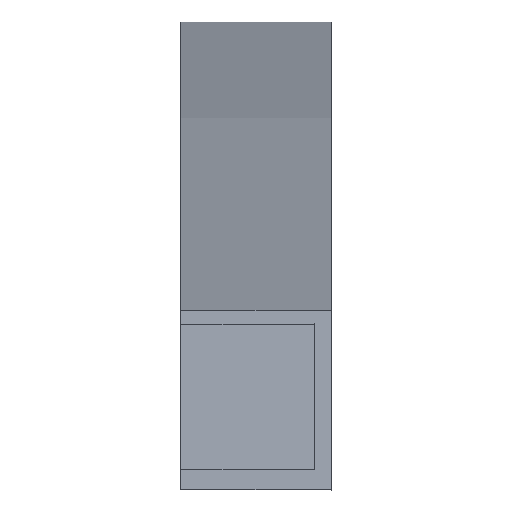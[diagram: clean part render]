
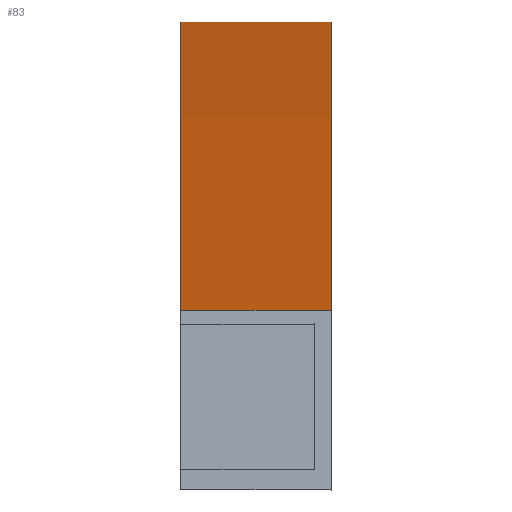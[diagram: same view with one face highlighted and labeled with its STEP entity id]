
A CAD part, front view. The second image highlights one B-rep face of the part: STEP entity #83.
In plain terms, the highlighted cylindrical face has radius 2515.75 mm (diameter 5031.5 mm), a partial arc.
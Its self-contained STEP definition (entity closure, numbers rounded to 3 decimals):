
#1 = VECTOR ( 'NONE', #199, 1000. ) ;
#13 = ORIENTED_EDGE ( 'NONE', *, *, #180, .T. ) ;
#18 = CARTESIAN_POINT ( 'NONE',  ( 8.5, -423.62, 2479.827 ) ) ;
#36 = CYLINDRICAL_SURFACE ( 'NONE', #207, 2515.75 ) ;
#50 = LINE ( 'NONE', #63, #351 ) ;
#55 = CARTESIAN_POINT ( 'NONE',  ( 17., -423.62, 2479.827 ) ) ;
#63 = CARTESIAN_POINT ( 'NONE',  ( 8.5, 423.62, 2479.827 ) ) ;
#65 = DIRECTION ( 'NONE',  ( 1., 0., 0. ) ) ;
#67 = ORIENTED_EDGE ( 'NONE', *, *, #386, .T. ) ;
#68 = ORIENTED_EDGE ( 'NONE', *, *, #237, .T. ) ;
#77 = AXIS2_PLACEMENT_3D ( 'NONE', #356, #65, #301 ) ;
#83 = ADVANCED_FACE ( 'NONE', ( #316 ), #36, .T. ) ;
#84 = VERTEX_POINT ( 'NONE', #302 ) ;
#89 = DIRECTION ( 'NONE',  ( -1., 0., 0. ) ) ;
#124 = DIRECTION ( 'NONE',  ( 1., 0., 0. ) ) ;
#126 = DIRECTION ( 'NONE',  ( 0., 0., -1. ) ) ;
#169 = DIRECTION ( 'NONE',  ( 1., 0., 0. ) ) ;
#180 = EDGE_CURVE ( 'NONE', #300, #384, #218, .T. ) ;
#182 = EDGE_LOOP ( 'NONE', ( #13, #203, #68, #67 ) ) ;
#187 = CARTESIAN_POINT ( 'NONE',  ( 8.5, 0., 0. ) ) ;
#199 = DIRECTION ( 'NONE',  ( 1., 0., 0. ) ) ;
#200 = CARTESIAN_POINT ( 'NONE',  ( -1., 0., 0. ) ) ;
#203 = ORIENTED_EDGE ( 'NONE', *, *, #346, .F. ) ;
#207 = AXIS2_PLACEMENT_3D ( 'NONE', #187, #124, #126 ) ;
#218 = LINE ( 'NONE', #18, #1 ) ;
#237 = EDGE_CURVE ( 'NONE', #333, #84, #50, .T. ) ;
#243 = CARTESIAN_POINT ( 'NONE',  ( -1., -423.62, 2479.827 ) ) ;
#291 = CIRCLE ( 'NONE', #77, 2515.75 ) ;
#300 = VERTEX_POINT ( 'NONE', #243 ) ;
#301 = DIRECTION ( 'NONE',  ( 0., 0., -1. ) ) ;
#302 = CARTESIAN_POINT ( 'NONE',  ( -1., 423.62, 2479.827 ) ) ;
#308 = CIRCLE ( 'NONE', #385, 2515.75 ) ;
#316 = FACE_OUTER_BOUND ( 'NONE', #182, .T. ) ;
#326 = CARTESIAN_POINT ( 'NONE',  ( 17., 423.62, 2479.827 ) ) ;
#333 = VERTEX_POINT ( 'NONE', #326 ) ;
#346 = EDGE_CURVE ( 'NONE', #333, #384, #291, .T. ) ;
#351 = VECTOR ( 'NONE', #89, 1000. ) ;
#356 = CARTESIAN_POINT ( 'NONE',  ( 17., 0., 0. ) ) ;
#373 = DIRECTION ( 'NONE',  ( 0., 0., -1. ) ) ;
#384 = VERTEX_POINT ( 'NONE', #55 ) ;
#385 = AXIS2_PLACEMENT_3D ( 'NONE', #200, #169, #373 ) ;
#386 = EDGE_CURVE ( 'NONE', #84, #300, #308, .T. ) ;
